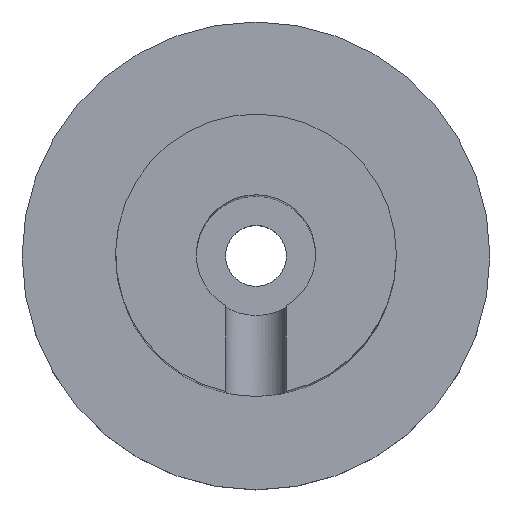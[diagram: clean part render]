
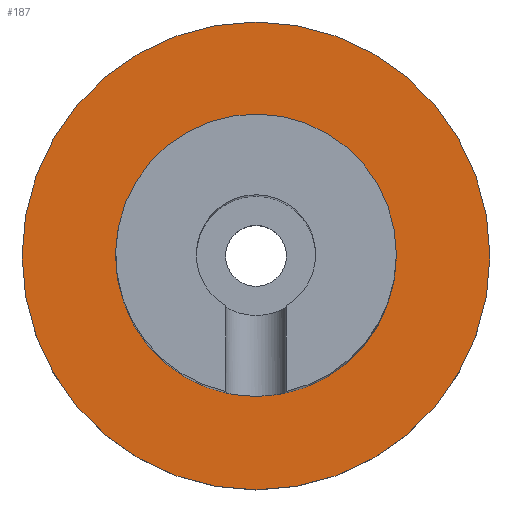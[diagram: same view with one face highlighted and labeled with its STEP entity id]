
A CAD part, top view. The second image highlights one B-rep face of the part: STEP entity #187.
In plain terms, the highlighted planar face has unit normal (0, 0, 1).
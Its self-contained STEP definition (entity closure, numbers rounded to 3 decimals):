
#16=FACE_BOUND('',#48,.T.);
#22=PLANE('',#222);
#35=FACE_OUTER_BOUND('',#47,.T.);
#47=EDGE_LOOP('',(#169));
#48=EDGE_LOOP('',(#170));
#78=CIRCLE('',#209,30.);
#83=CIRCLE('',#220,50.);
#93=VERTEX_POINT('',#335);
#99=VERTEX_POINT('',#359);
#111=EDGE_CURVE('',#93,#93,#78,.T.);
#122=EDGE_CURVE('',#99,#99,#83,.T.);
#169=ORIENTED_EDGE('',*,*,#122,.T.);
#170=ORIENTED_EDGE('',*,*,#111,.T.);
#187=ADVANCED_FACE('',(#35,#16),#22,.T.);
#209=AXIS2_PLACEMENT_3D('',#337,#243,#244);
#220=AXIS2_PLACEMENT_3D('',#360,#271,#272);
#222=AXIS2_PLACEMENT_3D('',#364,#276,#277);
#243=DIRECTION('center_axis',(0.,0.,-1.));
#244=DIRECTION('ref_axis',(-1.,0.,0.));
#271=DIRECTION('center_axis',(0.,0.,1.));
#272=DIRECTION('ref_axis',(1.,0.,0.));
#276=DIRECTION('center_axis',(0.,0.,1.));
#277=DIRECTION('ref_axis',(1.,0.,0.));
#335=CARTESIAN_POINT('',(30.,0.,15.));
#337=CARTESIAN_POINT('Origin',(0.,0.,15.));
#359=CARTESIAN_POINT('',(-50.,0.,15.));
#360=CARTESIAN_POINT('Origin',(0.,0.,15.));
#364=CARTESIAN_POINT('Origin',(0.,0.,15.));
